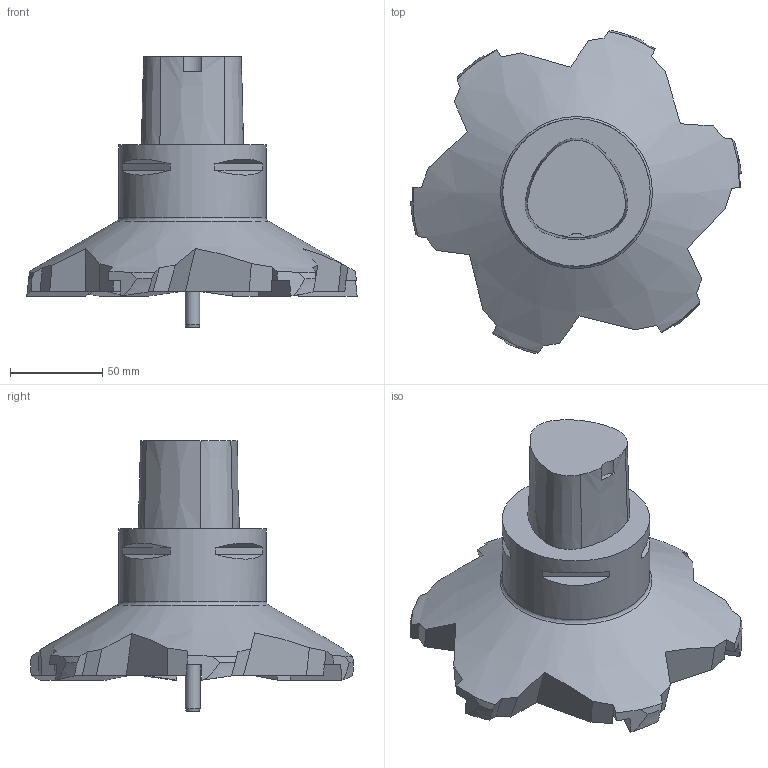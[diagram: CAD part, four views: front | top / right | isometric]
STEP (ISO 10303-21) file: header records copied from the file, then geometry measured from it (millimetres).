
FILE_DESCRIPTION(/* description */ (''),/* implementation_level */ '2;1');
FILE_NAME(/* name */ '1544781836682.stp',/* time_stamp */ '2018-12-14T11:04:11+01:00',/* author */ (''),/* organization */ ('SMS'),/* preprocessor_version */ 'ST-DEVELOPER v15',/* originating_system */ 'SIEMENS PLM Software NX 8.5',/* authorisation */ '');
FILE_SCHEMA (('AUTOMOTIVE_DESIGN { 1 0 10303 214 3 1 1 1 }'));
Length unit declared in the file: millimetre
Products named in the file (1): 202019922mod000_00
Bounding box: 179.19 x 175.39 x 147 mm (x, y, z)
Volume: 816919.6 mm3; surface area: 75992 mm2
Topology: 1 solids, 1 shells, 115 faces, 321 edges, 222 vertices
Faces by surface type: plane 90, cone 14, cylinder 10, torus 1
Full cylindrical faces by diameter (mm): 8.011 x1, 80 x1, 116 x1
Entity records: 3815 total; most frequent: CARTESIAN_POINT 819, ORIENTED_EDGE 620, DIRECTION 587, EDGE_CURVE 310, VERTEX_POINT 209, AXIS2_PLACEMENT_3D 209, LINE 169, VECTOR 169
